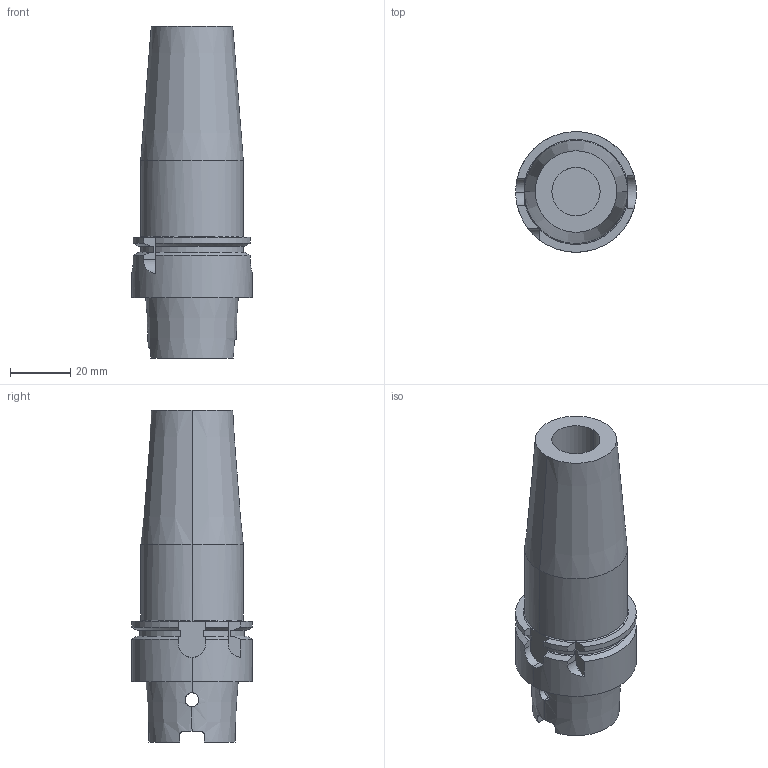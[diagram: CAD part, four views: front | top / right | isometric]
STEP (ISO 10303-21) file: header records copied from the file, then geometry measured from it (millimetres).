
FILE_DESCRIPTION (( 'STEP AP203' ), '1' );
FILE_NAME ('STP-39098.STEP', '2021-03-19T01:59:45', ( '' ), ( '' ), 'SwSTEP 2.0', 'SolidWorks 2017', '' );
FILE_SCHEMA (( 'CONFIG_CONTROL_DESIGN' ));
Length unit declared in the file: millimetre
Products named in the file (1): STP-39098
Bounding box: 40 x 40 x 110 mm (x, y, z)
Volume: 71130.6 mm3; surface area: 18620.6 mm2
Topology: 1 solids, 1 shells, 95 faces, 256 edges, 159 vertices
Faces by surface type: plane 36, cylinder 34, cone 14, torus 7, bspline 4
Entity records: 3490 total; most frequent: CARTESIAN_POINT 1094, ORIENTED_EDGE 504, DIRECTION 471, EDGE_CURVE 252, AXIS2_PLACEMENT_3D 178, VERTEX_POINT 159, LINE 115, VECTOR 115
